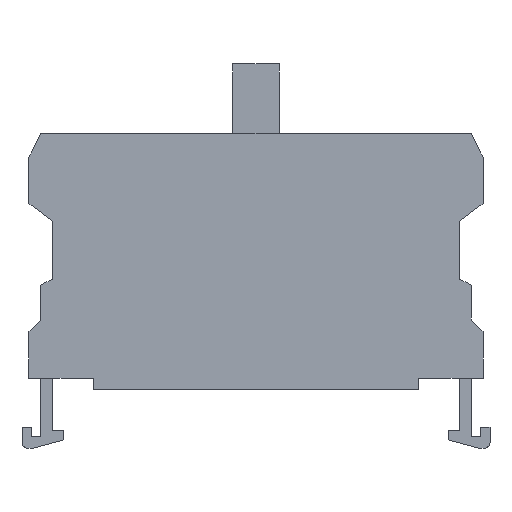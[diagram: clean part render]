
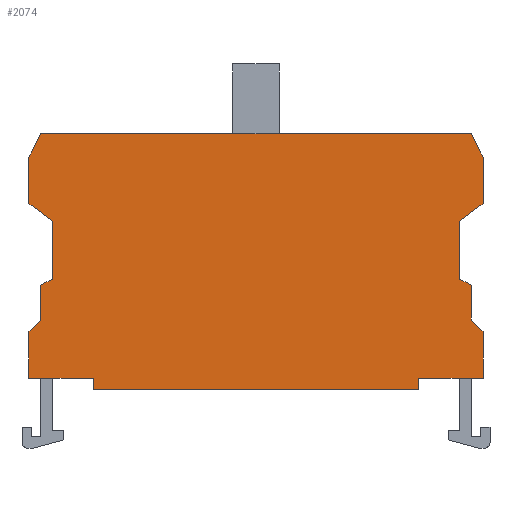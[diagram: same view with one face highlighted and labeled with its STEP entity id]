
A CAD part, left-side view. The second image highlights one B-rep face of the part: STEP entity #2074.
In plain terms, the highlighted planar face has unit normal (-1, 0, 0).
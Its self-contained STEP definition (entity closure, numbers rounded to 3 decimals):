
#483=CARTESIAN_POINT('',(0.,-18.5,22.0));
#484=VERTEX_POINT('',#483);
#491=CARTESIAN_POINT('',(0.,-19.5,20.0));
#492=VERTEX_POINT('',#491);
#493=CARTESIAN_POINT('',(0.,-19.5,20.0));
#494=DIRECTION('',(0.,0.447,0.894));
#495=VECTOR('',#494,2.236);
#496=LINE('',#493,#495);
#497=EDGE_CURVE('',#492,#484,#496,.T.);
#546=CARTESIAN_POINT('',(0.,-19.5,16.0));
#547=VERTEX_POINT('',#546);
#548=CARTESIAN_POINT('',(0.,-19.5,16.0));
#549=DIRECTION('',(0.0,0.0,1.0));
#550=VECTOR('',#549,4.0);
#551=LINE('',#548,#550);
#552=EDGE_CURVE('',#547,#492,#551,.T.);
#594=CARTESIAN_POINT('',(0.,-17.5,14.5));
#595=VERTEX_POINT('',#594);
#596=CARTESIAN_POINT('',(0.,-17.5,14.5));
#597=DIRECTION('',(0.,-0.8,0.6));
#598=VECTOR('',#597,2.5);
#599=LINE('',#596,#598);
#600=EDGE_CURVE('',#595,#547,#599,.T.);
#641=CARTESIAN_POINT('',(0.0,17.5,14.5));
#642=VERTEX_POINT('',#641);
#649=CARTESIAN_POINT('',(0.0,19.5,16.0));
#650=VERTEX_POINT('',#649);
#651=CARTESIAN_POINT('',(0.,19.5,16.0));
#652=DIRECTION('',(0.,-0.8,-0.6));
#653=VECTOR('',#652,2.5);
#654=LINE('',#651,#653);
#655=EDGE_CURVE('',#650,#642,#654,.T.);
#704=CARTESIAN_POINT('',(0.0,19.5,20.0));
#705=VERTEX_POINT('',#704);
#706=CARTESIAN_POINT('',(0.,19.5,20.0));
#707=DIRECTION('',(0.0,0.0,-1.0));
#708=VECTOR('',#707,4.0);
#709=LINE('',#706,#708);
#710=EDGE_CURVE('',#705,#650,#709,.T.);
#752=CARTESIAN_POINT('',(0.0,18.5,22.0));
#753=VERTEX_POINT('',#752);
#754=CARTESIAN_POINT('',(0.,18.5,22.0));
#755=DIRECTION('',(0.,0.447,-0.894));
#756=VECTOR('',#755,2.236);
#757=LINE('',#754,#756);
#758=EDGE_CURVE('',#753,#705,#757,.T.);
#1937=CARTESIAN_POINT('',(0.,0.,10.964));
#1938=DIRECTION('',(1.0,0.0,0.0));
#1939=DIRECTION('',(0.0,1.0,0.0));
#1940=AXIS2_PLACEMENT_3D('',#1937,#1938,#1939);
#1941=PLANE('',#1940);
#1942=ORIENTED_EDGE('',*,*,#497,.T.);
#1943=CARTESIAN_POINT('',(0.,-18.5,22.0));
#1944=DIRECTION('',(0.0,1.0,0.0));
#1945=VECTOR('',#1944,37.0);
#1946=LINE('',#1943,#1945);
#1947=EDGE_CURVE('',#484,#753,#1946,.T.);
#1948=ORIENTED_EDGE('',*,*,#1947,.T.);
#1949=ORIENTED_EDGE('',*,*,#758,.T.);
#1950=ORIENTED_EDGE('',*,*,#710,.T.);
#1951=ORIENTED_EDGE('',*,*,#655,.T.);
#1952=CARTESIAN_POINT('',(0.0,17.5,9.5));
#1953=VERTEX_POINT('',#1952);
#1954=CARTESIAN_POINT('',(0.,17.5,14.5));
#1955=DIRECTION('',(0.0,0.0,-1.0));
#1956=VECTOR('',#1955,5.0);
#1957=LINE('',#1954,#1956);
#1958=EDGE_CURVE('',#642,#1953,#1957,.T.);
#1959=ORIENTED_EDGE('',*,*,#1958,.T.);
#1960=CARTESIAN_POINT('',(0.0,18.5,9.0));
#1961=VERTEX_POINT('',#1960);
#1962=CARTESIAN_POINT('',(0.,17.5,9.5));
#1963=DIRECTION('',(0.,0.894,-0.447));
#1964=VECTOR('',#1963,1.118);
#1965=LINE('',#1962,#1964);
#1966=EDGE_CURVE('',#1953,#1961,#1965,.T.);
#1967=ORIENTED_EDGE('',*,*,#1966,.T.);
#1968=CARTESIAN_POINT('',(0.0,18.5,5.989));
#1969=VERTEX_POINT('',#1968);
#1970=CARTESIAN_POINT('',(0.,18.5,9.0));
#1971=DIRECTION('',(0.0,0.0,-1.0));
#1972=VECTOR('',#1971,3.011);
#1973=LINE('',#1970,#1972);
#1974=EDGE_CURVE('',#1961,#1969,#1973,.T.);
#1975=ORIENTED_EDGE('',*,*,#1974,.T.);
#1976=CARTESIAN_POINT('',(0.0,19.5,5.0));
#1977=VERTEX_POINT('',#1976);
#1978=CARTESIAN_POINT('',(0.,18.5,5.989));
#1979=DIRECTION('',(0.,0.711,-0.703));
#1980=VECTOR('',#1979,1.406);
#1981=LINE('',#1978,#1980);
#1982=EDGE_CURVE('',#1969,#1977,#1981,.T.);
#1983=ORIENTED_EDGE('',*,*,#1982,.T.);
#1984=CARTESIAN_POINT('',(0.0,19.5,1.0));
#1985=VERTEX_POINT('',#1984);
#1986=CARTESIAN_POINT('',(0.,19.5,5.0));
#1987=DIRECTION('',(0.0,0.0,-1.0));
#1988=VECTOR('',#1987,4.0);
#1989=LINE('',#1986,#1988);
#1990=EDGE_CURVE('',#1977,#1985,#1989,.T.);
#1991=ORIENTED_EDGE('',*,*,#1990,.T.);
#1992=CARTESIAN_POINT('',(0.0,14.,1.0));
#1993=VERTEX_POINT('',#1992);
#1994=CARTESIAN_POINT('',(0.,19.5,1.0));
#1995=DIRECTION('',(0.0,-1.0,0.0));
#1996=VECTOR('',#1995,5.5);
#1997=LINE('',#1994,#1996);
#1998=EDGE_CURVE('',#1985,#1993,#1997,.T.);
#1999=ORIENTED_EDGE('',*,*,#1998,.T.);
#2000=CARTESIAN_POINT('',(0.0,14.,0.0));
#2001=VERTEX_POINT('',#2000);
#2002=CARTESIAN_POINT('',(0.,14.0,1.0));
#2003=DIRECTION('',(0.0,0.0,-1.0));
#2004=VECTOR('',#2003,1.0);
#2005=LINE('',#2002,#2004);
#2006=EDGE_CURVE('',#1993,#2001,#2005,.T.);
#2007=ORIENTED_EDGE('',*,*,#2006,.T.);
#2008=CARTESIAN_POINT('',(0.,-14.,0.0));
#2009=VERTEX_POINT('',#2008);
#2010=CARTESIAN_POINT('',(0.,14.,0.0));
#2011=DIRECTION('',(0.0,-1.0,0.0));
#2012=VECTOR('',#2011,28.);
#2013=LINE('',#2010,#2012);
#2014=EDGE_CURVE('',#2001,#2009,#2013,.T.);
#2015=ORIENTED_EDGE('',*,*,#2014,.T.);
#2016=CARTESIAN_POINT('',(0.,-14.,1.0));
#2017=VERTEX_POINT('',#2016);
#2018=CARTESIAN_POINT('',(0.,-14.,0.0));
#2019=DIRECTION('',(0.0,0.0,1.0));
#2020=VECTOR('',#2019,1.0);
#2021=LINE('',#2018,#2020);
#2022=EDGE_CURVE('',#2009,#2017,#2021,.T.);
#2023=ORIENTED_EDGE('',*,*,#2022,.T.);
#2024=CARTESIAN_POINT('',(0.,-19.5,1.0));
#2025=VERTEX_POINT('',#2024);
#2026=CARTESIAN_POINT('',(0.,-14.,1.0));
#2027=DIRECTION('',(0.0,-1.0,0.0));
#2028=VECTOR('',#2027,5.5);
#2029=LINE('',#2026,#2028);
#2030=EDGE_CURVE('',#2017,#2025,#2029,.T.);
#2031=ORIENTED_EDGE('',*,*,#2030,.T.);
#2032=CARTESIAN_POINT('',(0.,-19.5,5.0));
#2033=VERTEX_POINT('',#2032);
#2034=CARTESIAN_POINT('',(0.,-19.5,1.0));
#2035=DIRECTION('',(0.0,0.0,1.0));
#2036=VECTOR('',#2035,4.0);
#2037=LINE('',#2034,#2036);
#2038=EDGE_CURVE('',#2025,#2033,#2037,.T.);
#2039=ORIENTED_EDGE('',*,*,#2038,.T.);
#2040=CARTESIAN_POINT('',(0.,-18.5,6.0));
#2041=VERTEX_POINT('',#2040);
#2042=CARTESIAN_POINT('',(0.,-19.5,5.0));
#2043=DIRECTION('',(0.0,0.707,0.707));
#2044=VECTOR('',#2043,1.414);
#2045=LINE('',#2042,#2044);
#2046=EDGE_CURVE('',#2033,#2041,#2045,.T.);
#2047=ORIENTED_EDGE('',*,*,#2046,.T.);
#2048=CARTESIAN_POINT('',(0.,-18.5,9.0));
#2049=VERTEX_POINT('',#2048);
#2050=CARTESIAN_POINT('',(0.,-18.5,6.0));
#2051=DIRECTION('',(0.0,0.0,1.0));
#2052=VECTOR('',#2051,3.0);
#2053=LINE('',#2050,#2052);
#2054=EDGE_CURVE('',#2041,#2049,#2053,.T.);
#2055=ORIENTED_EDGE('',*,*,#2054,.T.);
#2056=CARTESIAN_POINT('',(0.,-17.5,9.5));
#2057=VERTEX_POINT('',#2056);
#2058=CARTESIAN_POINT('',(0.,-18.5,9.0));
#2059=DIRECTION('',(0.,0.894,0.447));
#2060=VECTOR('',#2059,1.118);
#2061=LINE('',#2058,#2060);
#2062=EDGE_CURVE('',#2049,#2057,#2061,.T.);
#2063=ORIENTED_EDGE('',*,*,#2062,.T.);
#2064=CARTESIAN_POINT('',(0.,-17.5,9.5));
#2065=DIRECTION('',(0.0,0.0,1.0));
#2066=VECTOR('',#2065,5.0);
#2067=LINE('',#2064,#2066);
#2068=EDGE_CURVE('',#2057,#595,#2067,.T.);
#2069=ORIENTED_EDGE('',*,*,#2068,.T.);
#2070=ORIENTED_EDGE('',*,*,#600,.T.);
#2071=ORIENTED_EDGE('',*,*,#552,.T.);
#2072=EDGE_LOOP('',(#1942,#1948,#1949,#1950,#1951,#1959,#1967,#1975,#1983,#1991,#1999,#2007,#2015,#2023,#2031,#2039,#2047,#2055,#2063,#2069,#2070,#2071));
#2073=FACE_OUTER_BOUND('',#2072,.T.);
#2074=ADVANCED_FACE('',(#2073),#1941,.F.);
